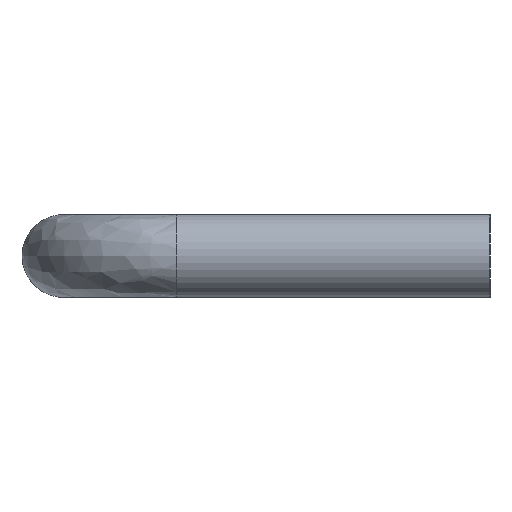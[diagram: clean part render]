
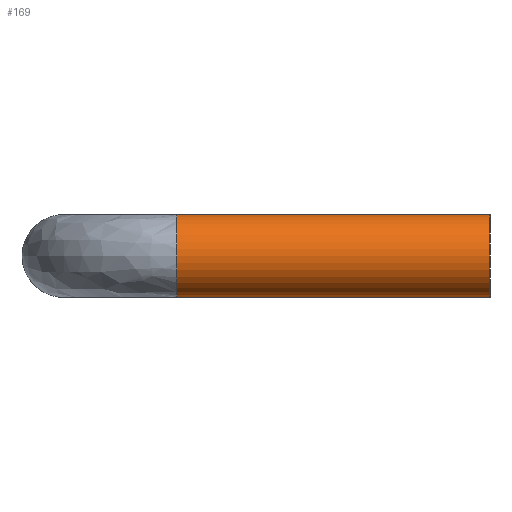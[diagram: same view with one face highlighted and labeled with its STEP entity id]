
A CAD part, left-side view. The second image highlights one B-rep face of the part: STEP entity #169.
In plain terms, the highlighted cylindrical face has radius 2.325 mm (diameter 4.65 mm), a full revolution.
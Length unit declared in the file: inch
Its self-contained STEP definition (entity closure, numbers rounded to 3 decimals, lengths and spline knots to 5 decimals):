
#6 = EDGE_LOOP ( 'NONE', ( #144 ) ) ;
#30 = FACE_OUTER_BOUND ( 'NONE', #6, .T. ) ;
#32 = CARTESIAN_POINT ( 'NONE',  ( 0., 0.69094, 0. ) ) ;
#36 = DIRECTION ( 'NONE',  ( 0., 1., 0. ) ) ;
#83 = AXIS2_PLACEMENT_3D ( 'NONE', #138, #36, #198 ) ;
#85 = DIRECTION ( 'NONE',  ( 0., 1., 0. ) ) ;
#97 = AXIS2_PLACEMENT_3D ( 'NONE', #32, #230, #254 ) ;
#115 = CYLINDRICAL_SURFACE ( 'NONE', #83, 0.09154 ) ;
#120 = CARTESIAN_POINT ( 'NONE',  ( 0., 0., 0.09154 ) ) ;
#126 = VERTEX_POINT ( 'NONE', #238 ) ;
#138 = CARTESIAN_POINT ( 'NONE',  ( 0., 0., 0. ) ) ;
#144 = ORIENTED_EDGE ( 'NONE', *, *, #259, .F. ) ;
#150 = VERTEX_POINT ( 'NONE', #120 ) ;
#159 = DIRECTION ( 'NONE',  ( 0., 0., 1. ) ) ;
#160 = CARTESIAN_POINT ( 'NONE',  ( 0., 0., 0. ) ) ;
#166 = ORIENTED_EDGE ( 'NONE', *, *, #221, .T. ) ;
#169 = ADVANCED_FACE ( 'NONE', ( #247, #30 ), #115, .T. ) ;
#198 = DIRECTION ( 'NONE',  ( 0., 0., 1. ) ) ;
#219 = CIRCLE ( 'NONE', #281, 0.09154 ) ;
#221 = EDGE_CURVE ( 'NONE', #150, #150, #219, .T. ) ;
#230 = DIRECTION ( 'NONE',  ( 0., 1., 0. ) ) ;
#238 = CARTESIAN_POINT ( 'NONE',  ( -0.09154, 0.69094, 0. ) ) ;
#247 = FACE_OUTER_BOUND ( 'NONE', #255, .T. ) ;
#254 = DIRECTION ( 'NONE',  ( -1., 0., 0. ) ) ;
#255 = EDGE_LOOP ( 'NONE', ( #166 ) ) ;
#259 = EDGE_CURVE ( 'NONE', #126, #126, #288, .T. ) ;
#281 = AXIS2_PLACEMENT_3D ( 'NONE', #160, #85, #159 ) ;
#288 = CIRCLE ( 'NONE', #97, 0.09154 ) ;
